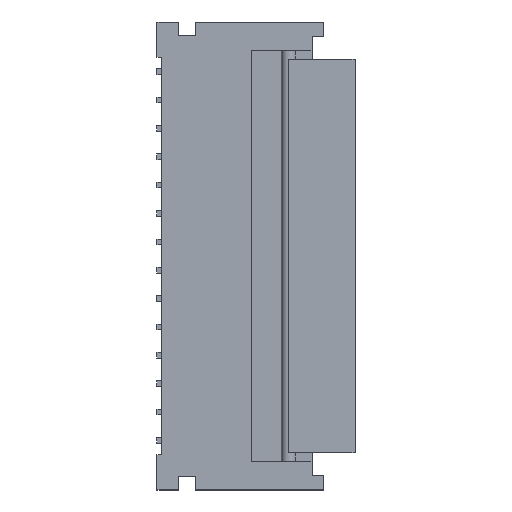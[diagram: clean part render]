
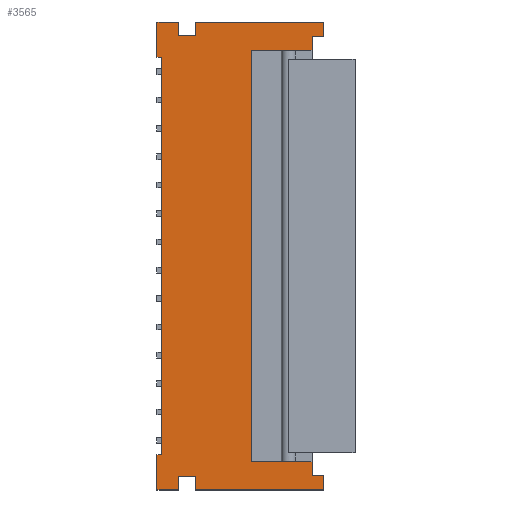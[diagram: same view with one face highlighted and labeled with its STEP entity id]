
A CAD part, top view. The second image highlights one B-rep face of the part: STEP entity #3565.
In plain terms, the highlighted planar face has unit normal (0, 0, 1).
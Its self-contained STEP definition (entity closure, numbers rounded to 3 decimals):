
#27=VECTOR('',#28,1.);
#28=DIRECTION('',(-1.,0.,0.));
#41=VECTOR('',#42,1.);
#42=DIRECTION('',(1.,0.,0.));
#48=DIRECTION('',(0.,-1.,0.));
#65=VECTOR('',#48,1.);
#81=DIRECTION('',(0.,-1.,0.));
#238=VECTOR('',#239,1.);
#239=DIRECTION('',(0.,1.,0.));
#809=DIRECTION('',(0.,0.,1.));
#833=VERTEX_POINT('',#834);
#834=CARTESIAN_POINT('',(-1.718,-4.205,0.9));
#835=ORIENTED_EDGE('',*,*,#836,.T.);
#836=EDGE_CURVE('',#833,#837,#839,.T.);
#837=VERTEX_POINT('',#838);
#838=CARTESIAN_POINT('',(-1.718,-4.95,0.9));
#839=LINE('',#834,#65);
#1555=VERTEX_POINT('',#1556);
#1556=CARTESIAN_POINT('',(-1.718,4.205,0.9));
#1558=EDGE_CURVE('',#1555,#1559,#1561,.T.);
#1559=VERTEX_POINT('',#1560);
#1560=CARTESIAN_POINT('',(-1.718,4.95,0.9));
#1561=B_SPLINE_CURVE_WITH_KNOTS('',1,(#1556,#1560),.UNSPECIFIED.,.F.,.F.,(2,2),(0.,0.745),.PIECEWISE_BEZIER_KNOTS.);
#1571=EDGE_CURVE('',#1559,#1572,#1574,.T.);
#1572=VERTEX_POINT('',#1573);
#1573=CARTESIAN_POINT('',(-1.268,4.95,0.9));
#1574=B_SPLINE_CURVE_WITH_KNOTS('',1,(#1560,#1573),.UNSPECIFIED.,.F.,.F.,(2,2),(0.,0.45),.PIECEWISE_BEZIER_KNOTS.);
#1584=EDGE_CURVE('',#1572,#1585,#1587,.T.);
#1585=VERTEX_POINT('',#1586);
#1586=CARTESIAN_POINT('',(-1.268,4.67,0.9));
#1587=B_SPLINE_CURVE_WITH_KNOTS('',1,(#1573,#1586),.UNSPECIFIED.,.F.,.F.,(2,2),(0.,0.28),.PIECEWISE_BEZIER_KNOTS.);
#1597=EDGE_CURVE('',#1585,#1598,#1600,.T.);
#1598=VERTEX_POINT('',#1599);
#1599=CARTESIAN_POINT('',(-0.903,4.67,0.9));
#1600=B_SPLINE_CURVE_WITH_KNOTS('',1,(#1586,#1599),.UNSPECIFIED.,.F.,.F.,(2,2),(0.,0.365),.PIECEWISE_BEZIER_KNOTS.);
#1610=EDGE_CURVE('',#1598,#1611,#1613,.T.);
#1611=VERTEX_POINT('',#1612);
#1612=CARTESIAN_POINT('',(-0.903,4.95,0.9));
#1613=B_SPLINE_CURVE_WITH_KNOTS('',1,(#1599,#1612),.UNSPECIFIED.,.F.,.F.,(2,2),(0.,0.28),.PIECEWISE_BEZIER_KNOTS.);
#1623=EDGE_CURVE('',#1611,#1624,#1626,.T.);
#1624=VERTEX_POINT('',#1625);
#1625=CARTESIAN_POINT('',(1.813,4.95,0.9));
#1626=B_SPLINE_CURVE_WITH_KNOTS('',1,(#1612,#1625),.UNSPECIFIED.,.F.,.F.,(2,2),(0.,2.715),.PIECEWISE_BEZIER_KNOTS.);
#1636=EDGE_CURVE('',#1624,#1637,#1639,.T.);
#1637=VERTEX_POINT('',#1638);
#1638=CARTESIAN_POINT('',(1.813,4.65,0.9));
#1639=B_SPLINE_CURVE_WITH_KNOTS('',1,(#1625,#1638),.UNSPECIFIED.,.F.,.F.,(2,2),(0.,0.3),.PIECEWISE_BEZIER_KNOTS.);
#1649=EDGE_CURVE('',#1637,#1650,#1652,.T.);
#1650=VERTEX_POINT('',#1651);
#1651=CARTESIAN_POINT('',(1.563,4.65,0.9));
#1652=B_SPLINE_CURVE_WITH_KNOTS('',1,(#1638,#1651),.UNSPECIFIED.,.F.,.F.,(2,2),(0.,0.25),.PIECEWISE_BEZIER_KNOTS.);
#1662=EDGE_CURVE('',#1650,#1663,#1665,.T.);
#1663=VERTEX_POINT('',#1664);
#1664=CARTESIAN_POINT('',(1.563,4.35,0.9));
#1665=B_SPLINE_CURVE_WITH_KNOTS('',1,(#1651,#1666),.UNSPECIFIED.,.F.,.F.,(2,2),(0.,4.65),.PIECEWISE_BEZIER_KNOTS.);
#1666=CARTESIAN_POINT('',(1.563,0.,0.9));
#2937=VERTEX_POINT('',#2938);
#2938=CARTESIAN_POINT('',(1.563,-4.65,0.9));
#2940=ORIENTED_EDGE('',*,*,#2941,.T.);
#2941=EDGE_CURVE('',#2937,#2942,#2944,.T.);
#2942=VERTEX_POINT('',#2943);
#2943=CARTESIAN_POINT('',(1.563,-4.35,0.9));
#2944=LINE('',#2938,#238);
#2958=VERTEX_POINT('',#2959);
#2959=CARTESIAN_POINT('',(1.813,-4.65,0.9));
#2961=ORIENTED_EDGE('',*,*,#2962,.T.);
#2962=EDGE_CURVE('',#2958,#2937,#2963,.T.);
#2963=LINE('',#2959,#27);
#2973=VERTEX_POINT('',#2974);
#2974=CARTESIAN_POINT('',(1.813,-4.95,0.9));
#2976=ORIENTED_EDGE('',*,*,#2977,.T.);
#2977=EDGE_CURVE('',#2973,#2958,#2978,.T.);
#2978=LINE('',#2974,#238);
#2988=VERTEX_POINT('',#2989);
#2989=CARTESIAN_POINT('',(-0.903,-4.95,0.9));
#2991=ORIENTED_EDGE('',*,*,#2992,.T.);
#2992=EDGE_CURVE('',#2988,#2973,#2993,.T.);
#2993=LINE('',#2989,#41);
#3003=VERTEX_POINT('',#3004);
#3004=CARTESIAN_POINT('',(-0.903,-4.67,0.9));
#3006=ORIENTED_EDGE('',*,*,#3007,.T.);
#3007=EDGE_CURVE('',#3003,#2988,#3008,.T.);
#3008=LINE('',#3004,#65);
#3018=VERTEX_POINT('',#3019);
#3019=CARTESIAN_POINT('',(-1.268,-4.67,0.9));
#3021=ORIENTED_EDGE('',*,*,#3022,.T.);
#3022=EDGE_CURVE('',#3018,#3003,#3023,.T.);
#3023=LINE('',#3019,#41);
#3033=VERTEX_POINT('',#3034);
#3034=CARTESIAN_POINT('',(-1.268,-4.95,0.9));
#3036=ORIENTED_EDGE('',*,*,#3037,.T.);
#3037=EDGE_CURVE('',#3033,#3018,#3038,.T.);
#3038=LINE('',#3034,#238);
#3047=ORIENTED_EDGE('',*,*,#3048,.T.);
#3048=EDGE_CURVE('',#837,#3033,#3049,.T.);
#3049=LINE('',#838,#41);
#3565=ADVANCED_FACE('',(#3566),#3609,.T.);
#3566=FACE_BOUND('',#3567,.T.);
#3567=EDGE_LOOP('',(#3568,#3575,#3580,#835,#3047,#3036,#3021,#3006,#2991,#2976,#2961,#2940,#3583,#3588,#3593,#3597,#3598,#3599,#3600,#3601,#3602,#3603,#3604,#3605,#3606));
#3568=ORIENTED_EDGE('',*,*,#3569,.F.);
#3569=EDGE_CURVE('',#3570,#3572,#3574,.T.);
#3570=VERTEX_POINT('',#3571);
#3571=CARTESIAN_POINT('',(-1.618,0.,0.9));
#3572=VERTEX_POINT('',#3573);
#3573=CARTESIAN_POINT('',(-1.618,4.205,0.9));
#3574=B_SPLINE_CURVE_WITH_KNOTS('',1,(#3571,#3573),.UNSPECIFIED.,.F.,.F.,(2,2),(0.,4.205),.PIECEWISE_BEZIER_KNOTS.);
#3575=ORIENTED_EDGE('',*,*,#3576,.T.);
#3576=EDGE_CURVE('',#3570,#3577,#3579,.T.);
#3577=VERTEX_POINT('',#3578);
#3578=CARTESIAN_POINT('',(-1.618,-4.205,0.9));
#3579=LINE('',#3571,#65);
#3580=ORIENTED_EDGE('',*,*,#3581,.T.);
#3581=EDGE_CURVE('',#3577,#833,#3582,.T.);
#3582=LINE('',#3578,#27);
#3583=ORIENTED_EDGE('',*,*,#3584,.F.);
#3584=EDGE_CURVE('',#3585,#2942,#3587,.T.);
#3585=VERTEX_POINT('',#3586);
#3586=CARTESIAN_POINT('',(0.273,-4.35,0.9));
#3587=LINE('',#3586,#41);
#3588=ORIENTED_EDGE('',*,*,#3589,.F.);
#3589=EDGE_CURVE('',#3590,#3585,#3592,.T.);
#3590=VERTEX_POINT('',#3591);
#3591=CARTESIAN_POINT('',(0.273,4.35,0.9));
#3592=LINE('',#3591,#65);
#3593=ORIENTED_EDGE('',*,*,#3594,.F.);
#3594=EDGE_CURVE('',#1663,#3590,#3595,.T.);
#3595=LINE('',#3596,#27);
#3596=CARTESIAN_POINT('',(1.813,4.35,0.9));
#3597=ORIENTED_EDGE('',*,*,#1662,.F.);
#3598=ORIENTED_EDGE('',*,*,#1649,.F.);
#3599=ORIENTED_EDGE('',*,*,#1636,.F.);
#3600=ORIENTED_EDGE('',*,*,#1623,.F.);
#3601=ORIENTED_EDGE('',*,*,#1610,.F.);
#3602=ORIENTED_EDGE('',*,*,#1597,.F.);
#3603=ORIENTED_EDGE('',*,*,#1584,.F.);
#3604=ORIENTED_EDGE('',*,*,#1571,.F.);
#3605=ORIENTED_EDGE('',*,*,#1558,.F.);
#3606=ORIENTED_EDGE('',*,*,#3607,.F.);
#3607=EDGE_CURVE('',#3572,#1555,#3608,.T.);
#3608=B_SPLINE_CURVE_WITH_KNOTS('',1,(#3573,#1556),.UNSPECIFIED.,.F.,.F.,(2,2),(0.,0.1),.PIECEWISE_BEZIER_KNOTS.);
#3609=PLANE('',#3610);
#3610=AXIS2_PLACEMENT_3D('',#3611,#809,#81);
#3611=CARTESIAN_POINT('',(-0.032,0.,0.9));
